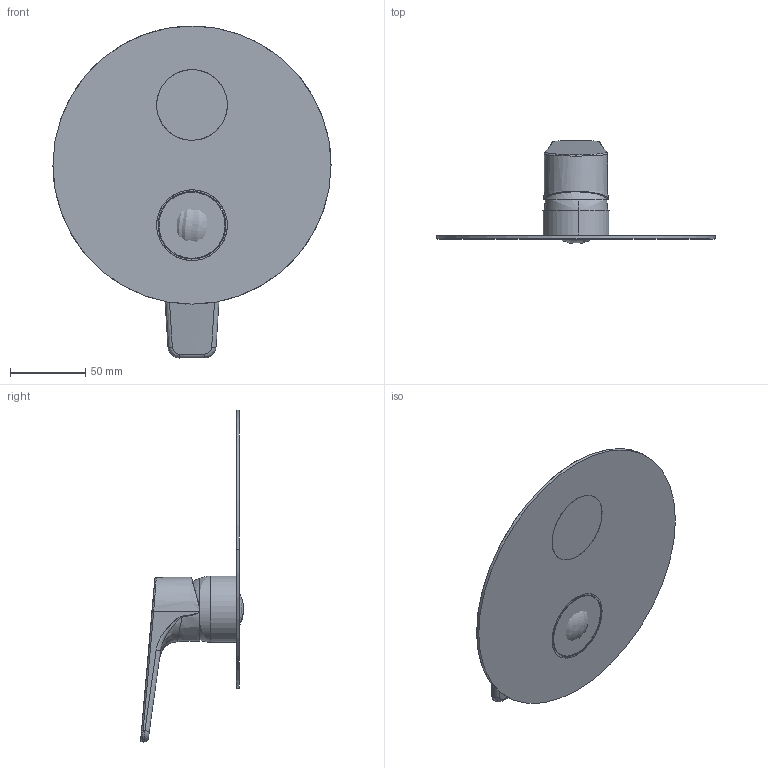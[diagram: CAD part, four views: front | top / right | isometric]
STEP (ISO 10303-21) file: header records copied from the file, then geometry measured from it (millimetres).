
FILE_DESCRIPTION(('CATIA V5 STEP Exchange','CAx-IF Rec.Pracs.--- Model Styling and Organization---1.5--- 2016-08-15','CAx-IF Rec.Pracs.---Supplemental Geometry---1.0---2011-11-01','CAx-IF Rec.Pracs.--- Composite Materials ---3.4---2017-06-13','CAx-IF Rec.Pracs.---Tessellated 3D Geometry---1.0---2015-12-17'),'2;1');
FILE_NAME('RK0BM010.stp','2023-10-05T08:00:03+00:00',('none'),('none'),'CATIA Version 5-6 Release 2020 SP2','CATIA V5 STEP AP242 v2','none');
FILE_SCHEMA(('AP242_MANAGED_MODEL_BASED_3D_ENGINEERING_MIM_LF {1 0 10303 442 1 1 4}'));
Length unit declared in the file: millimetre
Products named in the file (1): Product1
Bounding box: 185 x 68.39 x 220.82 mm (x, y, z)
Surface area: 80049.4 mm2 (no closed solid volume)
Topology: 0 solids, 51 shells, 51 faces, 238 edges, 234 vertices
Faces by surface type: bspline 20, plane 11, cylinder 10, revolution 8, extrusion 2
Entity records: 5262 total; most frequent: CARTESIAN_POINT 3676, EDGE_CURVE 234, ORIENTED_EDGE 234, VERTEX_POINT 234, B_SPLINE_CURVE_WITH_KNOTS 165, DIRECTION 131, AXIS2_PLACEMENT_3D 61, EDGE_LOOP 56
